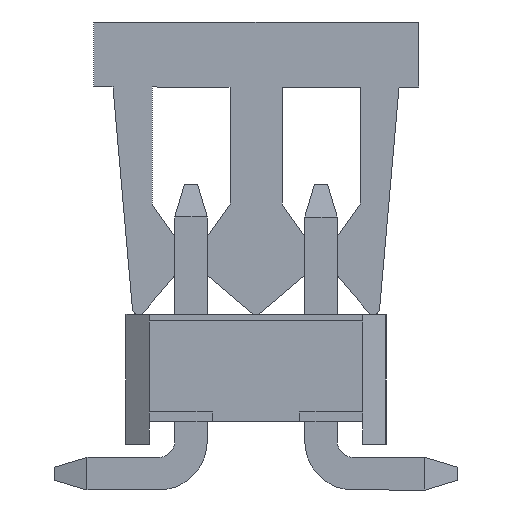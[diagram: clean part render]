
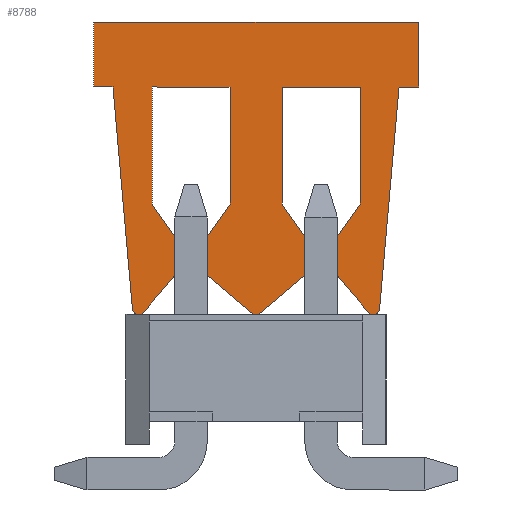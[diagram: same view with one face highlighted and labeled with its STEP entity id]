
A CAD part, front view. The second image highlights one B-rep face of the part: STEP entity #8788.
In plain terms, the highlighted face is planar.
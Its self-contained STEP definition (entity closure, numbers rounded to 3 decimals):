
#24=CIRCLE('',#9453,0.1);
#26=CIRCLE('',#9456,0.1);
#28=CIRCLE('',#9459,0.1);
#221=ORIENTED_EDGE('',*,*,#2746,.F.);
#222=ORIENTED_EDGE('',*,*,#2757,.F.);
#223=ORIENTED_EDGE('',*,*,#2753,.F.);
#224=ORIENTED_EDGE('',*,*,#2758,.F.);
#225=ORIENTED_EDGE('',*,*,#2679,.F.);
#226=ORIENTED_EDGE('',*,*,#2683,.F.);
#227=ORIENTED_EDGE('',*,*,#2747,.F.);
#228=ORIENTED_EDGE('',*,*,#2686,.F.);
#229=ORIENTED_EDGE('',*,*,#2690,.F.);
#230=ORIENTED_EDGE('',*,*,#2693,.F.);
#231=ORIENTED_EDGE('',*,*,#2696,.F.);
#232=ORIENTED_EDGE('',*,*,#2699,.F.);
#233=ORIENTED_EDGE('',*,*,#2702,.F.);
#234=ORIENTED_EDGE('',*,*,#2705,.F.);
#235=ORIENTED_EDGE('',*,*,#2708,.F.);
#236=ORIENTED_EDGE('',*,*,#2711,.F.);
#237=ORIENTED_EDGE('',*,*,#2749,.F.);
#238=ORIENTED_EDGE('',*,*,#2714,.F.);
#239=ORIENTED_EDGE('',*,*,#2718,.F.);
#240=ORIENTED_EDGE('',*,*,#2721,.F.);
#241=ORIENTED_EDGE('',*,*,#2724,.F.);
#242=ORIENTED_EDGE('',*,*,#2727,.F.);
#243=ORIENTED_EDGE('',*,*,#2730,.F.);
#244=ORIENTED_EDGE('',*,*,#2733,.F.);
#245=ORIENTED_EDGE('',*,*,#2736,.F.);
#246=ORIENTED_EDGE('',*,*,#2739,.F.);
#247=ORIENTED_EDGE('',*,*,#2751,.F.);
#248=ORIENTED_EDGE('',*,*,#2742,.F.);
#2679=EDGE_CURVE('',#3959,#3960,#4755,.T.);
#2683=EDGE_CURVE('',#3962,#3959,#4759,.T.);
#2686=EDGE_CURVE('',#3965,#3966,#4762,.T.);
#2690=EDGE_CURVE('',#3968,#3965,#4766,.T.);
#2693=EDGE_CURVE('',#3970,#3968,#4769,.T.);
#2696=EDGE_CURVE('',#3972,#3970,#4772,.T.);
#2699=EDGE_CURVE('',#3974,#3972,#4775,.T.);
#2702=EDGE_CURVE('',#3976,#3974,#4778,.T.);
#2705=EDGE_CURVE('',#3978,#3976,#4781,.T.);
#2708=EDGE_CURVE('',#3980,#3978,#4784,.T.);
#2711=EDGE_CURVE('',#3982,#3980,#4787,.T.);
#2714=EDGE_CURVE('',#3985,#3986,#4790,.T.);
#2718=EDGE_CURVE('',#3988,#3985,#4794,.T.);
#2721=EDGE_CURVE('',#3990,#3988,#4797,.T.);
#2724=EDGE_CURVE('',#3992,#3990,#4800,.T.);
#2727=EDGE_CURVE('',#3994,#3992,#4803,.T.);
#2730=EDGE_CURVE('',#3996,#3994,#4806,.T.);
#2733=EDGE_CURVE('',#3998,#3996,#4809,.T.);
#2736=EDGE_CURVE('',#4000,#3998,#4812,.T.);
#2739=EDGE_CURVE('',#4002,#4000,#4815,.T.);
#2742=EDGE_CURVE('',#4005,#4006,#4818,.T.);
#2746=EDGE_CURVE('',#4008,#4005,#4822,.T.);
#2747=EDGE_CURVE('',#3966,#3962,#24,.T.);
#2749=EDGE_CURVE('',#3986,#3982,#26,.T.);
#2751=EDGE_CURVE('',#4006,#4002,#28,.T.);
#2753=EDGE_CURVE('',#4009,#4010,#4823,.T.);
#2757=EDGE_CURVE('',#4010,#4008,#4827,.T.);
#2758=EDGE_CURVE('',#3960,#4009,#4828,.T.);
#3959=VERTEX_POINT('',#12393);
#3960=VERTEX_POINT('',#12395);
#3962=VERTEX_POINT('',#12401);
#3965=VERTEX_POINT('',#12408);
#3966=VERTEX_POINT('',#12410);
#3968=VERTEX_POINT('',#12416);
#3970=VERTEX_POINT('',#12422);
#3972=VERTEX_POINT('',#12428);
#3974=VERTEX_POINT('',#12434);
#3976=VERTEX_POINT('',#12440);
#3978=VERTEX_POINT('',#12446);
#3980=VERTEX_POINT('',#12452);
#3982=VERTEX_POINT('',#12458);
#3985=VERTEX_POINT('',#12465);
#3986=VERTEX_POINT('',#12467);
#3988=VERTEX_POINT('',#12473);
#3990=VERTEX_POINT('',#12479);
#3992=VERTEX_POINT('',#12485);
#3994=VERTEX_POINT('',#12491);
#3996=VERTEX_POINT('',#12497);
#3998=VERTEX_POINT('',#12503);
#4000=VERTEX_POINT('',#12509);
#4002=VERTEX_POINT('',#12515);
#4005=VERTEX_POINT('',#12522);
#4006=VERTEX_POINT('',#12524);
#4008=VERTEX_POINT('',#12530);
#4009=VERTEX_POINT('',#12543);
#4010=VERTEX_POINT('',#12544);
#4755=LINE('',#12394,#5973);
#4759=LINE('',#12402,#5977);
#4762=LINE('',#12409,#5980);
#4766=LINE('',#12417,#5984);
#4769=LINE('',#12423,#5987);
#4772=LINE('',#12429,#5990);
#4775=LINE('',#12435,#5993);
#4778=LINE('',#12441,#5996);
#4781=LINE('',#12447,#5999);
#4784=LINE('',#12453,#6002);
#4787=LINE('',#12459,#6005);
#4790=LINE('',#12466,#6008);
#4794=LINE('',#12474,#6012);
#4797=LINE('',#12480,#6015);
#4800=LINE('',#12486,#6018);
#4803=LINE('',#12492,#6021);
#4806=LINE('',#12498,#6024);
#4809=LINE('',#12504,#6027);
#4812=LINE('',#12510,#6030);
#4815=LINE('',#12516,#6033);
#4818=LINE('',#12523,#6036);
#4822=LINE('',#12531,#6040);
#4823=LINE('',#12542,#6041);
#4827=LINE('',#12551,#6045);
#4828=LINE('',#12552,#6046);
#5973=VECTOR('',#10015,1000.);
#5977=VECTOR('',#10021,1000.);
#5980=VECTOR('',#10026,1000.);
#5984=VECTOR('',#10032,1000.);
#5987=VECTOR('',#10037,1000.);
#5990=VECTOR('',#10042,1000.);
#5993=VECTOR('',#10047,1000.);
#5996=VECTOR('',#10052,1000.);
#5999=VECTOR('',#10057,1000.);
#6002=VECTOR('',#10062,1000.);
#6005=VECTOR('',#10067,1000.);
#6008=VECTOR('',#10072,1000.);
#6012=VECTOR('',#10078,1000.);
#6015=VECTOR('',#10083,1000.);
#6018=VECTOR('',#10088,1000.);
#6021=VECTOR('',#10093,1000.);
#6024=VECTOR('',#10098,1000.);
#6027=VECTOR('',#10103,1000.);
#6030=VECTOR('',#10108,1000.);
#6033=VECTOR('',#10113,1000.);
#6036=VECTOR('',#10118,1000.);
#6040=VECTOR('',#10124,1000.);
#6041=VECTOR('',#10145,1000.);
#6045=VECTOR('',#10151,1000.);
#6046=VECTOR('',#10152,1000.);
#7215=EDGE_LOOP('',(#221,#222,#223,#224,#225,#226,#227,#228,#229,#230,#231,
#232,#233,#234,#235,#236,#237,#238,#239,#240,#241,#242,#243,#244,#245,#246,
#247,#248));
#7759=FACE_BOUND('',#7215,.T.);
#8300=PLANE('',#9462);
#8788=ADVANCED_FACE('',(#7759),#8300,.F.);
#9453=AXIS2_PLACEMENT_3D('',#12533,#10127,#10128);
#9456=AXIS2_PLACEMENT_3D('',#12536,#10133,#10134);
#9459=AXIS2_PLACEMENT_3D('',#12539,#10139,#10140);
#9462=AXIS2_PLACEMENT_3D('',#12550,#10149,#10150);
#10015=DIRECTION('',(0.,1.,0.));
#10021=DIRECTION('',(0.,0.087,0.996));
#10026=DIRECTION('',(0.,0.644,-0.765));
#10032=DIRECTION('',(0.,0.,-1.));
#10037=DIRECTION('',(0.,-0.574,-0.819));
#10042=DIRECTION('',(0.,0.,-1.));
#10047=DIRECTION('',(0.,1.,0.));
#10052=DIRECTION('',(0.,0.,1.));
#10057=DIRECTION('',(0.,-0.574,0.819));
#10062=DIRECTION('',(0.,0.,1.));
#10067=DIRECTION('',(0.,0.765,0.644));
#10072=DIRECTION('',(0.,0.765,-0.644));
#10078=DIRECTION('',(0.,0.,-1.));
#10083=DIRECTION('',(0.,-0.574,-0.819));
#10088=DIRECTION('',(0.,0.,-1.));
#10093=DIRECTION('',(0.,1.,0.));
#10098=DIRECTION('',(0.,0.,1.));
#10103=DIRECTION('',(0.,-0.574,0.819));
#10108=DIRECTION('',(0.,0.,1.));
#10113=DIRECTION('',(0.,0.644,0.765));
#10118=DIRECTION('',(0.,0.087,-0.996));
#10124=DIRECTION('',(0.,1.,0.));
#10127=DIRECTION('',(1.,0.,0.));
#10128=DIRECTION('',(0.,0.,-1.));
#10133=DIRECTION('',(1.,0.,0.));
#10134=DIRECTION('',(0.,0.,-1.));
#10139=DIRECTION('',(1.,0.,0.));
#10140=DIRECTION('',(0.,0.,-1.));
#10145=DIRECTION('',(0.,-1.,0.));
#10149=DIRECTION('',(1.,0.,0.));
#10150=DIRECTION('',(0.,0.,-1.));
#10151=DIRECTION('',(0.,0.,-1.));
#10152=DIRECTION('',(0.,0.,1.));
#12393=CARTESIAN_POINT('',(-3.25,2.2,4.5));
#12394=CARTESIAN_POINT('',(-3.25,2.5,4.5));
#12395=CARTESIAN_POINT('',(-3.25,2.5,4.5));
#12401=CARTESIAN_POINT('',(-3.25,1.902,1.091));
#12402=CARTESIAN_POINT('',(-3.25,2.2,4.5));
#12408=CARTESIAN_POINT('',(-3.25,1.25,1.601));
#12409=CARTESIAN_POINT('',(-3.25,1.726,1.036));
#12410=CARTESIAN_POINT('',(-3.25,1.726,1.036));
#12416=CARTESIAN_POINT('',(-3.25,1.25,2.201));
#12417=CARTESIAN_POINT('',(-3.25,1.25,1.601));
#12422=CARTESIAN_POINT('',(-3.25,1.6,2.7));
#12423=CARTESIAN_POINT('',(-3.25,1.25,2.201));
#12428=CARTESIAN_POINT('',(-3.25,1.6,4.5));
#12429=CARTESIAN_POINT('',(-3.25,1.6,2.7));
#12434=CARTESIAN_POINT('',(-3.25,0.4,4.5));
#12435=CARTESIAN_POINT('',(-3.25,1.6,4.5));
#12440=CARTESIAN_POINT('',(-3.25,0.4,2.7));
#12441=CARTESIAN_POINT('',(-3.25,0.4,4.5));
#12446=CARTESIAN_POINT('',(-3.25,0.75,2.201));
#12447=CARTESIAN_POINT('',(-3.25,0.4,2.7));
#12452=CARTESIAN_POINT('',(-3.25,0.75,1.601));
#12453=CARTESIAN_POINT('',(-3.25,0.75,2.201));
#12458=CARTESIAN_POINT('',(-3.25,0.064,1.024));
#12459=CARTESIAN_POINT('',(-3.25,0.75,1.601));
#12465=CARTESIAN_POINT('',(-3.25,-0.75,1.601));
#12466=CARTESIAN_POINT('',(-3.25,-0.75,1.601));
#12467=CARTESIAN_POINT('',(-3.25,-0.064,1.024));
#12473=CARTESIAN_POINT('',(-3.25,-0.75,2.201));
#12474=CARTESIAN_POINT('',(-3.25,-0.75,2.201));
#12479=CARTESIAN_POINT('',(-3.25,-0.4,2.7));
#12480=CARTESIAN_POINT('',(-3.25,-0.4,2.7));
#12485=CARTESIAN_POINT('',(-3.25,-0.4,4.5));
#12486=CARTESIAN_POINT('',(-3.25,-0.4,4.5));
#12491=CARTESIAN_POINT('',(-3.25,-1.6,4.5));
#12492=CARTESIAN_POINT('',(-3.25,-1.6,4.5));
#12497=CARTESIAN_POINT('',(-3.25,-1.6,2.7));
#12498=CARTESIAN_POINT('',(-3.25,-1.6,2.7));
#12503=CARTESIAN_POINT('',(-3.25,-1.25,2.201));
#12504=CARTESIAN_POINT('',(-3.25,-1.25,2.201));
#12509=CARTESIAN_POINT('',(-3.25,-1.25,1.601));
#12510=CARTESIAN_POINT('',(-3.25,-1.25,1.601));
#12515=CARTESIAN_POINT('',(-3.25,-1.726,1.036));
#12516=CARTESIAN_POINT('',(-3.25,-1.726,1.036));
#12522=CARTESIAN_POINT('',(-3.25,-2.2,4.5));
#12523=CARTESIAN_POINT('',(-3.25,-2.2,4.5));
#12524=CARTESIAN_POINT('',(-3.25,-1.902,1.091));
#12530=CARTESIAN_POINT('',(-3.25,-2.5,4.5));
#12531=CARTESIAN_POINT('',(-3.25,-2.5,4.5));
#12533=CARTESIAN_POINT('',(-3.25,1.802,1.1));
#12536=CARTESIAN_POINT('',(-3.25,0.,1.1));
#12539=CARTESIAN_POINT('',(-3.25,-1.802,1.1));
#12542=CARTESIAN_POINT('',(-3.25,2.5,5.5));
#12543=CARTESIAN_POINT('',(-3.25,2.5,5.5));
#12544=CARTESIAN_POINT('',(-3.25,-2.5,5.5));
#12550=CARTESIAN_POINT('',(-3.25,0.,3.25));
#12551=CARTESIAN_POINT('',(-3.25,-2.5,5.5));
#12552=CARTESIAN_POINT('',(-3.25,2.5,1.));
